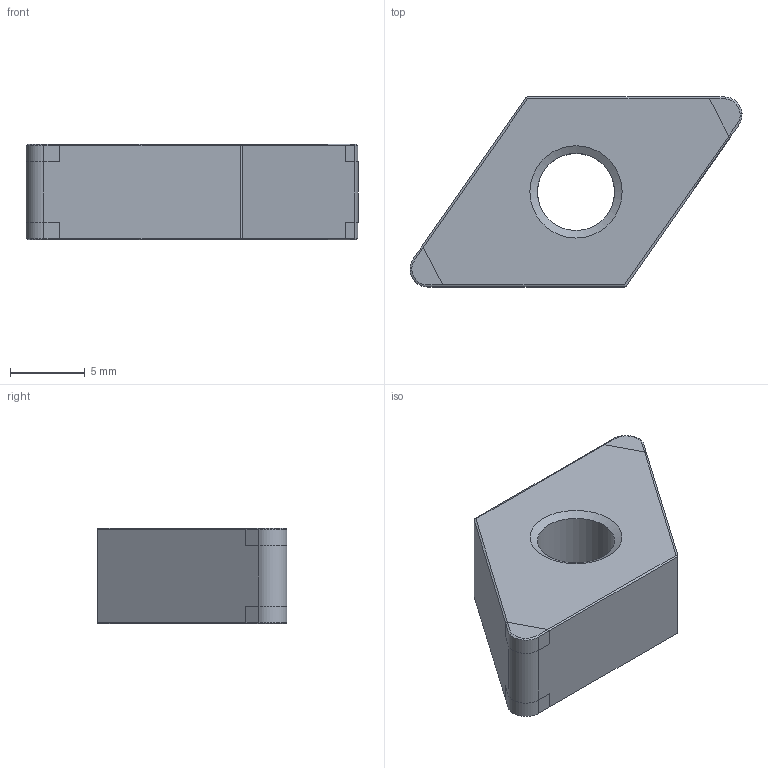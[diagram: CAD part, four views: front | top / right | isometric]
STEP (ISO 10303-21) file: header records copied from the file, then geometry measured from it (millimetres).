
FILE_DESCRIPTION(/* description */ (''),/* implementation_level */ '2;1');
FILE_NAME(/* name */ 'DNGA150612S01225DMT_GTM.stp',/* time_stamp */ '2021-07-14T15:29:42+06:00',/* author */ (''),/* organization */ (''),/* preprocessor_version */ 'ST-DEVELOPER v16.7',/* originating_system */ 'SIEMENS PLM Software NX 12.0',/* authorisation */ '');
FILE_SCHEMA (('AUTOMOTIVE_DESIGN { 1 0 10303 214 3 1 1 1 }'));
Length unit declared in the file: millimetre
Products named in the file (1): DNGA150612S01225DMT_GTM
Bounding box: 22.2 x 12.7 x 6.37 mm (x, y, z)
Volume: 1103.2 mm3; surface area: 864 mm2
Topology: 5 solids, 5 shells, 70 faces, 174 edges, 124 vertices
Faces by surface type: plane 51, cone 10, cylinder 9
Full cylindrical faces by diameter (mm): 5.156 x1
Entity records: 2079 total; most frequent: DIRECTION 340, CARTESIAN_POINT 336, ORIENTED_EDGE 306, EDGE_CURVE 153, LINE 136, VECTOR 136, AXIS2_PLACEMENT_3D 102, VERTEX_POINT 97
